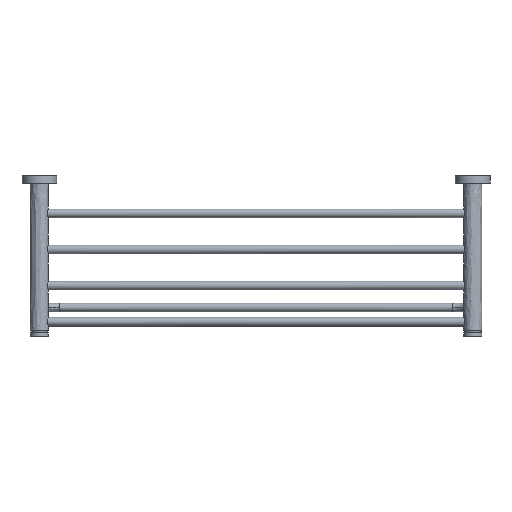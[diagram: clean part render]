
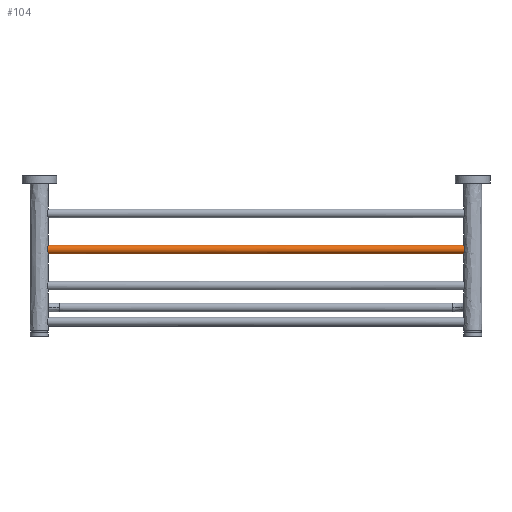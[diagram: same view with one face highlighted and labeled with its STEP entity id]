
A CAD part, top view. The second image highlights one B-rep face of the part: STEP entity #104.
In plain terms, the highlighted free-form (B-spline) face has degree [3, 1] with [4, 2] control points.
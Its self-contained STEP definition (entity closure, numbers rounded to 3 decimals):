
#104=ADVANCED_FACE('',(#144),#1439,.T.);
#144=FACE_OUTER_BOUND('',#186,.T.);
#186=EDGE_LOOP('',(#276,#277,#278,#279));
#276=ORIENTED_EDGE('',*,*,#1128,.T.);
#277=ORIENTED_EDGE('',*,*,#1129,.T.);
#278=ORIENTED_EDGE('',*,*,#1130,.T.);
#279=ORIENTED_EDGE('',*,*,#1131,.T.);
#454=PCURVE('',#1439,#632);
#455=PCURVE('',#1439,#633);
#456=PCURVE('',#1439,#634);
#457=PCURVE('',#1439,#635);
#459=PCURVE('',#1440,#637);
#461=PCURVE('',#1440,#639);
#632=DEFINITIONAL_REPRESENTATION('',(#819),#3374);
#633=DEFINITIONAL_REPRESENTATION('',(#820),#3374);
#634=DEFINITIONAL_REPRESENTATION('',(#821),#3374);
#635=DEFINITIONAL_REPRESENTATION('',(#822),#3374);
#637=DEFINITIONAL_REPRESENTATION('',(#824),#3374);
#639=DEFINITIONAL_REPRESENTATION('',(#826),#3374);
#819=B_SPLINE_CURVE_WITH_KNOTS('',1,(#2229,#2230),.UNSPECIFIED.,.F.,.F.,
(2,2),(0.,1.),.UNSPECIFIED.);
#820=B_SPLINE_CURVE_WITH_KNOTS('',1,(#2235,#2236),.UNSPECIFIED.,.F.,.F.,
(2,2),(-0.5,0.),.UNSPECIFIED.);
#821=B_SPLINE_CURVE_WITH_KNOTS('',1,(#2239,#2240),.UNSPECIFIED.,.F.,.F.,
(2,2),(-1.,0.),.UNSPECIFIED.);
#822=B_SPLINE_CURVE_WITH_KNOTS('',1,(#2245,#2246),.UNSPECIFIED.,.F.,.F.,
(2,2),(0.,0.5),.UNSPECIFIED.);
#824=B_SPLINE_CURVE_WITH_KNOTS('',1,(#2253,#2254),.UNSPECIFIED.,.F.,.F.,
(2,2),(-1.,0.),.UNSPECIFIED.);
#826=B_SPLINE_CURVE_WITH_KNOTS('',1,(#2261,#2262),.UNSPECIFIED.,.F.,.F.,
(2,2),(0.,1.),.UNSPECIFIED.);
#992=SURFACE_CURVE('',#1255,(#454,#461),.PCURVE_S1.);
#993=SURFACE_CURVE('',#1256,(#455),.PCURVE_S1.);
#994=SURFACE_CURVE('',#1257,(#456,#459),.PCURVE_S1.);
#995=SURFACE_CURVE('',#1258,(#457),.PCURVE_S1.);
#1128=EDGE_CURVE('',#1370,#1371,#992,.T.);
#1129=EDGE_CURVE('',#1371,#1369,#993,.T.);
#1130=EDGE_CURVE('',#1369,#1368,#994,.T.);
#1131=EDGE_CURVE('',#1368,#1370,#995,.T.);
#1255=(
BOUNDED_CURVE()
B_SPLINE_CURVE(1,(#2227,#2228),.UNSPECIFIED.,.F.,.F.)
B_SPLINE_CURVE_WITH_KNOTS((2,2),(0.,1.),.UNSPECIFIED.)
CURVE()
GEOMETRIC_REPRESENTATION_ITEM()
RATIONAL_B_SPLINE_CURVE((1.,1.))
REPRESENTATION_ITEM('')
);
#1256=(
BOUNDED_CURVE()
B_SPLINE_CURVE(3,(#2231,#2232,#2233,#2234),.UNSPECIFIED.,.F.,.F.)
B_SPLINE_CURVE_WITH_KNOTS((4,4),(-0.5,0.),.UNSPECIFIED.)
CURVE()
GEOMETRIC_REPRESENTATION_ITEM()
RATIONAL_B_SPLINE_CURVE((1.,0.333,0.333,1.))
REPRESENTATION_ITEM('')
);
#1257=(
BOUNDED_CURVE()
B_SPLINE_CURVE(1,(#2237,#2238),.UNSPECIFIED.,.F.,.F.)
B_SPLINE_CURVE_WITH_KNOTS((2,2),(-1.,0.),.UNSPECIFIED.)
CURVE()
GEOMETRIC_REPRESENTATION_ITEM()
RATIONAL_B_SPLINE_CURVE((1.,1.))
REPRESENTATION_ITEM('')
);
#1258=(
BOUNDED_CURVE()
B_SPLINE_CURVE(3,(#2241,#2242,#2243,#2244),.UNSPECIFIED.,.F.,.F.)
B_SPLINE_CURVE_WITH_KNOTS((4,4),(0.,0.5),.UNSPECIFIED.)
CURVE()
GEOMETRIC_REPRESENTATION_ITEM()
RATIONAL_B_SPLINE_CURVE((1.,0.333,0.333,1.))
REPRESENTATION_ITEM('')
);
#1368=VERTEX_POINT('',#2223);
#1369=VERTEX_POINT('',#2224);
#1370=VERTEX_POINT('',#2225);
#1371=VERTEX_POINT('',#2226);
#1439=(
BOUNDED_SURFACE()
B_SPLINE_SURFACE(3,1,((#2207,#2208),(#2209,#2210),(#2211,#2212),(#2213,
#2214)),.UNSPECIFIED.,.F.,.F.,.F.)
B_SPLINE_SURFACE_WITH_KNOTS((4,4),(2,2),(0.,0.5),(0.,1.),.UNSPECIFIED.)
GEOMETRIC_REPRESENTATION_ITEM()
RATIONAL_B_SPLINE_SURFACE(((1.,1.),(0.333,0.333),
(0.333,0.333),(1.,1.)))
REPRESENTATION_ITEM('')
SURFACE()
);
#1440=(
BOUNDED_SURFACE()
B_SPLINE_SURFACE(3,1,((#2215,#2216),(#2217,#2218),(#2219,#2220),(#2221,
#2222)),.UNSPECIFIED.,.F.,.F.,.F.)
B_SPLINE_SURFACE_WITH_KNOTS((4,4),(2,2),(0.5,1.),(0.,1.),.UNSPECIFIED.)
GEOMETRIC_REPRESENTATION_ITEM()
RATIONAL_B_SPLINE_SURFACE(((1.,1.),(0.333,0.333),
(0.333,0.333),(1.,1.)))
REPRESENTATION_ITEM('')
SURFACE()
);
#2207=CARTESIAN_POINT('',(-301.249,-16.75,3.919));
#2208=CARTESIAN_POINT('',(298.751,-16.75,3.919));
#2209=CARTESIAN_POINT('',(-301.249,-16.75,15.919));
#2210=CARTESIAN_POINT('',(298.751,-16.75,15.919));
#2211=CARTESIAN_POINT('',(-301.249,-28.75,15.919));
#2212=CARTESIAN_POINT('',(298.751,-28.75,15.919));
#2213=CARTESIAN_POINT('',(-301.249,-28.75,3.919));
#2214=CARTESIAN_POINT('',(298.751,-28.75,3.919));
#2215=CARTESIAN_POINT('',(-301.249,-28.75,3.919));
#2216=CARTESIAN_POINT('',(298.751,-28.75,3.919));
#2217=CARTESIAN_POINT('',(-301.249,-28.75,-8.081));
#2218=CARTESIAN_POINT('',(298.751,-28.75,-8.081));
#2219=CARTESIAN_POINT('',(-301.249,-16.75,-8.081));
#2220=CARTESIAN_POINT('',(298.751,-16.75,-8.081));
#2221=CARTESIAN_POINT('',(-301.249,-16.75,3.919));
#2222=CARTESIAN_POINT('',(298.751,-16.75,3.919));
#2223=CARTESIAN_POINT('',(-301.249,-16.75,3.919));
#2224=CARTESIAN_POINT('',(298.751,-16.75,3.919));
#2225=CARTESIAN_POINT('',(-301.249,-28.75,3.919));
#2226=CARTESIAN_POINT('',(298.751,-28.75,3.919));
#2227=CARTESIAN_POINT('',(-301.249,-28.75,3.919));
#2228=CARTESIAN_POINT('',(298.751,-28.75,3.919));
#2229=CARTESIAN_POINT('',(0.5,0.));
#2230=CARTESIAN_POINT('',(0.5,1.));
#2231=CARTESIAN_POINT('',(298.751,-28.75,3.919));
#2232=CARTESIAN_POINT('',(298.751,-28.75,15.919));
#2233=CARTESIAN_POINT('',(298.751,-16.75,15.919));
#2234=CARTESIAN_POINT('',(298.751,-16.75,3.919));
#2235=CARTESIAN_POINT('',(0.5,1.));
#2236=CARTESIAN_POINT('',(0.,1.));
#2237=CARTESIAN_POINT('',(298.751,-16.75,3.919));
#2238=CARTESIAN_POINT('',(-301.249,-16.75,3.919));
#2239=CARTESIAN_POINT('',(0.,1.));
#2240=CARTESIAN_POINT('',(0.,0.));
#2241=CARTESIAN_POINT('',(-301.249,-16.75,3.919));
#2242=CARTESIAN_POINT('',(-301.249,-16.75,15.919));
#2243=CARTESIAN_POINT('',(-301.249,-28.75,15.919));
#2244=CARTESIAN_POINT('',(-301.249,-28.75,3.919));
#2245=CARTESIAN_POINT('',(0.,0.));
#2246=CARTESIAN_POINT('',(0.5,0.));
#2253=CARTESIAN_POINT('',(1.,1.));
#2254=CARTESIAN_POINT('',(1.,0.));
#2261=CARTESIAN_POINT('',(0.5,0.));
#2262=CARTESIAN_POINT('',(0.5,1.));
#3374=(
GEOMETRIC_REPRESENTATION_CONTEXT(2)
PARAMETRIC_REPRESENTATION_CONTEXT()
REPRESENTATION_CONTEXT('pspace','')
);
